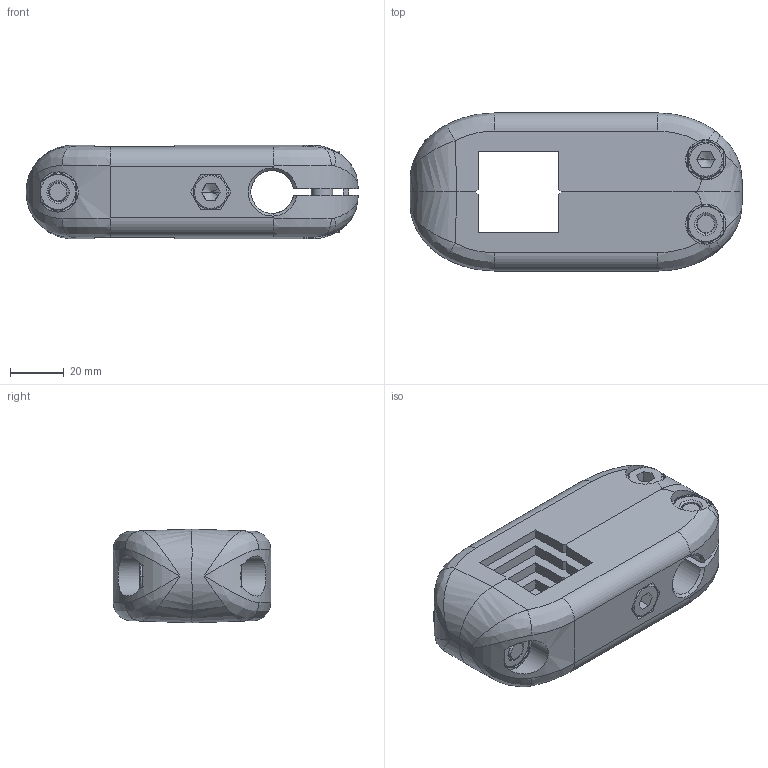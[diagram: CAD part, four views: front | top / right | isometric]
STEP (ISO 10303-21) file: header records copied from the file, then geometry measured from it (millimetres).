
FILE_DESCRIPTION((''),'2;1');
FILE_NAME('10921954_COM','2025-06-26T18:55:29',('610150997'),(''),'CREO PARAMETRIC BY PTC INC, 2022164','CREO PARAMETRIC BY PTC INC, 2022164','');
FILE_SCHEMA(('CONFIG_CONTROL_DESIGN'));
Length unit declared in the file: millimetre
Products named in the file (1): 10921954_COM
Bounding box: 124 x 59 x 35 mm (x, y, z)
Volume: 143534.8 mm3; surface area: 45370.7 mm2
Topology: 1 solids, 2 shells, 654 faces, 1546 edges, 907 vertices
Faces by surface type: plane 274, cylinder 160, bspline 82, torus 62, cone 56, extrusion 18, sphere 2
Entity records: 25730 total; most frequent: CARTESIAN_POINT 11462, ORIENTED_EDGE 3072, DIRECTION 2798, EDGE_CURVE 1536, AXIS2_PLACEMENT_3D 1045, VERTEX_POINT 907, VECTOR 708, LINE 690
